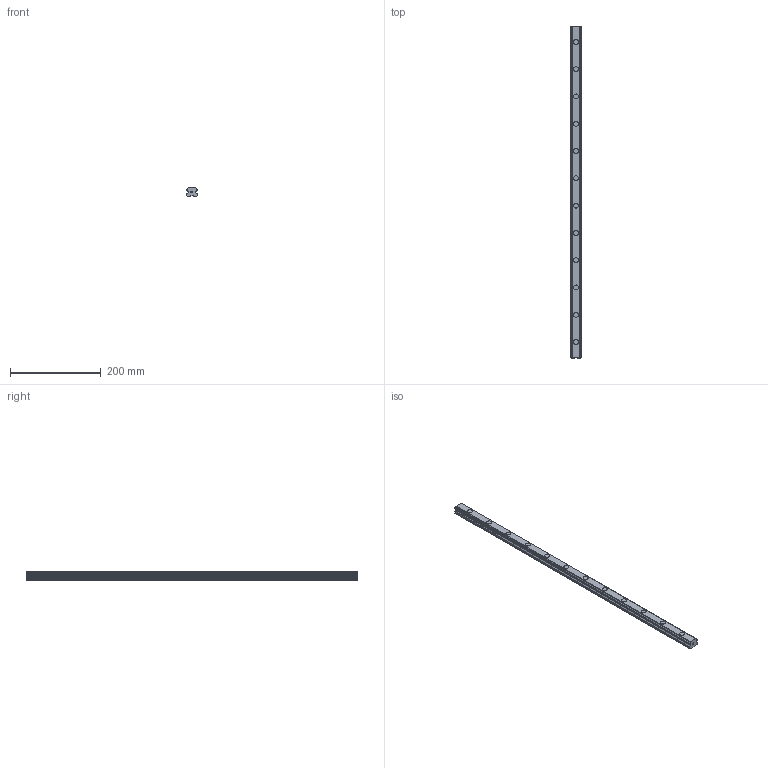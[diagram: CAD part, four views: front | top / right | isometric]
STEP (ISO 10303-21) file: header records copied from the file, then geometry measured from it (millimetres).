
FILE_DESCRIPTION(('STEP AP214'),'1');
FILE_NAME('cctmp_DDBED909-695A-4B08-A649-69A71B5997A1_2021_02_10_08_35_32_0299..stp','2021-02-10T07:35:32',('HIWIN GmbH'),('CADClick - www.CADClick.com'),'Spatial InterOp 3D',' ','unknown authorization');
FILE_SCHEMA(('AUTOMOTIVE_DESIGN'));
Length unit declared in the file: millimetre
Products named in the file (1): EGR25R730C_FILE
Bounding box: 23 x 730 x 18 mm (x, y, z)
Volume: 251258.9 mm3; surface area: 68283.2 mm2
Topology: 1 solids, 1 shells, 249 faces, 657 edges, 438 vertices
Faces by surface type: plane 157, cylinder 92
Entity records: 9827 total; most frequent: DIRECTION 1437, CARTESIAN_POINT 1345, ORIENTED_EDGE 1314, EDGE_CURVE 657, AXIS2_PLACEMENT_3D 530, VERTEX_POINT 438, LINE 377, VECTOR 377
